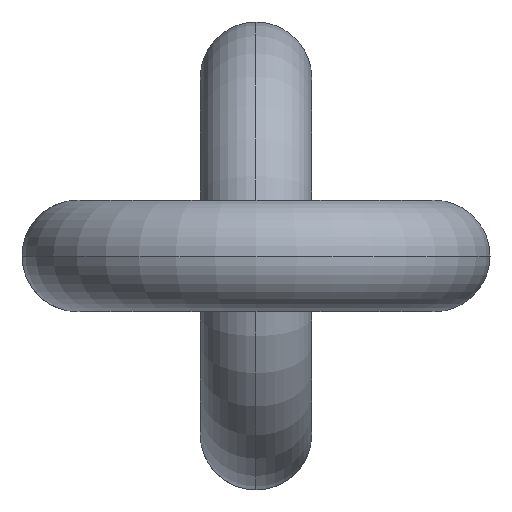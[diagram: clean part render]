
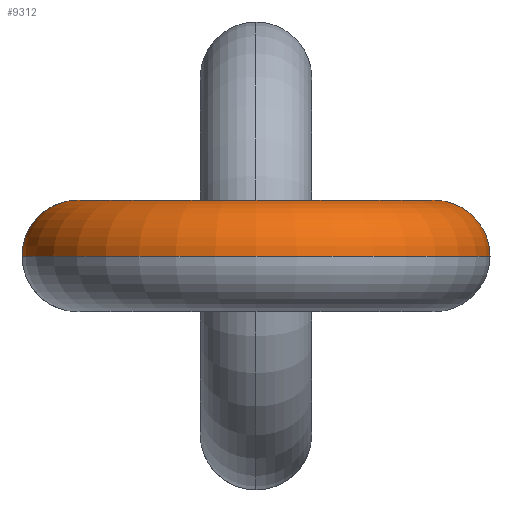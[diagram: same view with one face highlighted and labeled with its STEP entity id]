
A CAD part, left-side view. The second image highlights one B-rep face of the part: STEP entity #9312.
In plain terms, the highlighted toroidal (fillet/blend) face has major radius 12.8 mm and minor radius 4 mm.
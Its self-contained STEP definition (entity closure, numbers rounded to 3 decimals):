
#458 = DIRECTION ( 'NONE',  ( 0., 0., -1. ) ) ;
#649 = EDGE_CURVE ( 'NONE', #9760, #9991, #7620, .T. ) ;
#700 = ORIENTED_EDGE ( 'NONE', *, *, #3126, .T. ) ;
#776 = CIRCLE ( 'NONE', #9425, 8.8 ) ;
#1356 = CARTESIAN_POINT ( 'NONE',  ( -17.2, 0., -12.8 ) ) ;
#1650 = CARTESIAN_POINT ( 'NONE',  ( -17.2, 0., -16.8 ) ) ;
#1975 = EDGE_CURVE ( 'NONE', #9760, #6454, #7755, .T. ) ;
#2726 = CARTESIAN_POINT ( 'NONE',  ( -17.2, 0., 8.8 ) ) ;
#3111 = AXIS2_PLACEMENT_3D ( 'NONE', #8558, #10434, #11426 ) ;
#3126 = EDGE_CURVE ( 'NONE', #6454, #7575, #8216, .T. ) ;
#3761 = CARTESIAN_POINT ( 'NONE',  ( -17.2, 0., 0. ) ) ;
#3847 = FACE_OUTER_BOUND ( 'NONE', #11750, .T. ) ;
#4889 = ORIENTED_EDGE ( 'NONE', *, *, #6734, .F. ) ;
#5728 = DIRECTION ( 'NONE',  ( 0., 1., 0. ) ) ;
#5901 = DIRECTION ( 'NONE',  ( 0., 0., 1. ) ) ;
#6454 = VERTEX_POINT ( 'NONE', #8076 ) ;
#6734 = EDGE_CURVE ( 'NONE', #9991, #7575, #776, .T. ) ;
#6762 = CARTESIAN_POINT ( 'NONE',  ( -17.2, 0., 0. ) ) ;
#6850 = AXIS2_PLACEMENT_3D ( 'NONE', #1356, #8286, #458 ) ;
#7348 = ORIENTED_EDGE ( 'NONE', *, *, #649, .F. ) ;
#7575 = VERTEX_POINT ( 'NONE', #2726 ) ;
#7620 = CIRCLE ( 'NONE', #6850, 4. ) ;
#7755 = CIRCLE ( 'NONE', #9811, 16.8 ) ;
#8076 = CARTESIAN_POINT ( 'NONE',  ( -17.2, 0., 16.8 ) ) ;
#8216 = CIRCLE ( 'NONE', #10803, 4. ) ;
#8286 = DIRECTION ( 'NONE',  ( 1., 0., 0. ) ) ;
#8558 = CARTESIAN_POINT ( 'NONE',  ( -17.2, 0., 0. ) ) ;
#8738 = DIRECTION ( 'NONE',  ( 0., 0., 1. ) ) ;
#9312 = ADVANCED_FACE ( 'NONE', ( #3847 ), #12444, .T. ) ;
#9425 = AXIS2_PLACEMENT_3D ( 'NONE', #6762, #12661, #5901 ) ;
#9760 = VERTEX_POINT ( 'NONE', #1650 ) ;
#9811 = AXIS2_PLACEMENT_3D ( 'NONE', #3761, #5728, #12584 ) ;
#9991 = VERTEX_POINT ( 'NONE', #10520 ) ;
#10434 = DIRECTION ( 'NONE',  ( 0., 1., 0. ) ) ;
#10520 = CARTESIAN_POINT ( 'NONE',  ( -17.2, 0., -8.8 ) ) ;
#10803 = AXIS2_PLACEMENT_3D ( 'NONE', #11525, #12497, #8738 ) ;
#11426 = DIRECTION ( 'NONE',  ( 0., 0., 1. ) ) ;
#11525 = CARTESIAN_POINT ( 'NONE',  ( -17.2, 0., 12.8 ) ) ;
#11750 = EDGE_LOOP ( 'NONE', ( #7348, #12265, #700, #4889 ) ) ;
#12265 = ORIENTED_EDGE ( 'NONE', *, *, #1975, .T. ) ;
#12444 = TOROIDAL_SURFACE ( 'NONE', #3111, 12.8, 4. ) ;
#12497 = DIRECTION ( 'NONE',  ( -1., 0., 0. ) ) ;
#12584 = DIRECTION ( 'NONE',  ( 0., 0., 1. ) ) ;
#12661 = DIRECTION ( 'NONE',  ( 0., 1., 0. ) ) ;
